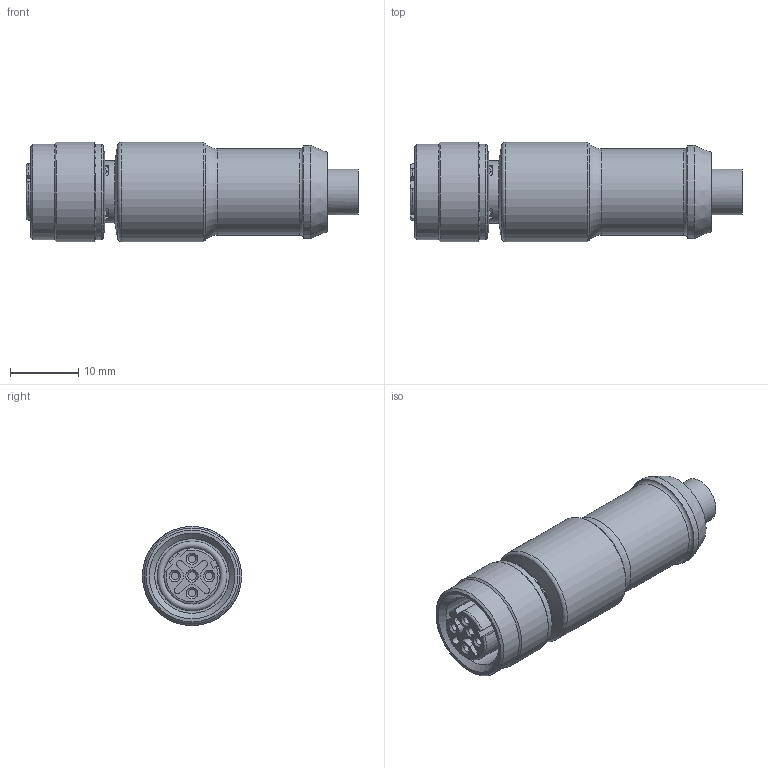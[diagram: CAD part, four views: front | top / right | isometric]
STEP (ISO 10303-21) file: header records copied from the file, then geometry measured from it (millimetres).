
FILE_DESCRIPTION(/* description */ (''),/* implementation_level */ '2;1');
FILE_NAME(/* name */ '00-8760-4530-07-001_00.stp',/* time_stamp */ '2014-03-19T12:50:16+01:00',/* author */ (''),/* organization */ (''),/* preprocessor_version */ 'ST-DEVELOPER v14',/* originating_system */ 'SIEMENS PLM Software NX 8.0',/* authorisation */ '');
FILE_SCHEMA (('AP203_CONFIGURATION_CONTROLLED_3D_DESIGN_OF_MECHANICAL_PARTS_AND_ASSEMBLIES_MIM_LF { 1 0 10303 403 2 1 2}'));
Length unit declared in the file: millimetre
Products named in the file (1): umae0DF4D00Bodu6
Bounding box: 48.5 x 14.5 x 14.5 mm (x, y, z)
Volume: 6022.3 mm3; surface area: 3145.8 mm2
Topology: 1 solids, 2 shells, 131 faces, 342 edges, 224 vertices
Faces by surface type: plane 63, cylinder 46, cone 14, torus 8
Full cylindrical faces by diameter (mm): 1.1 x4, 1.2 x1, 6.7 x1, 8.2 x1, 9.2 x1, 10.9 x1, 12.6 x1, 13.6 x1, 14 x2, 14.5 x2
Entity records: 4144 total; most frequent: CARTESIAN_POINT 986, DIRECTION 646, ORIENTED_EDGE 590, EDGE_CURVE 295, AXIS2_PLACEMENT_3D 247, VERTEX_POINT 211, EDGE_LOOP 176, LINE 152
